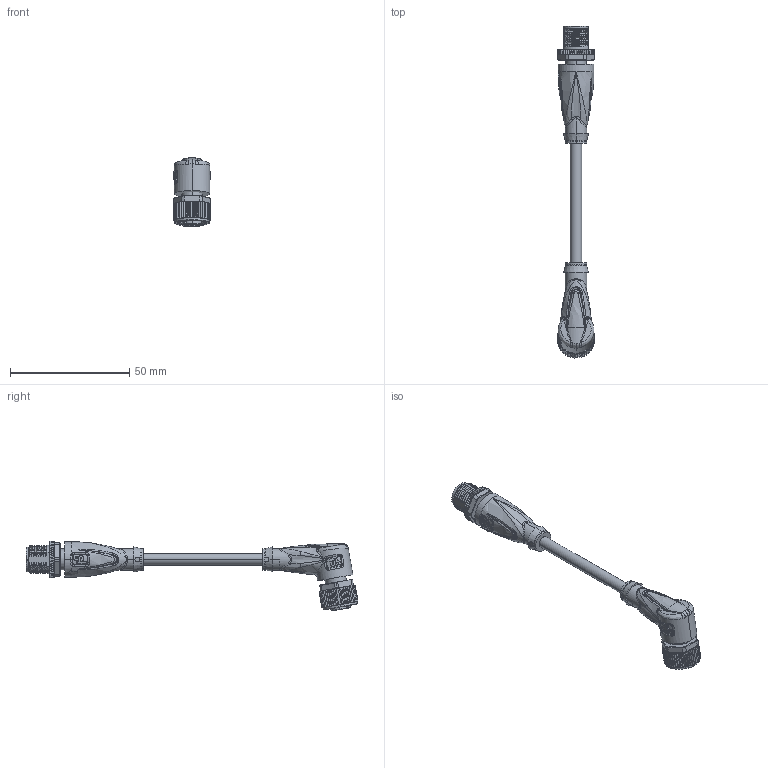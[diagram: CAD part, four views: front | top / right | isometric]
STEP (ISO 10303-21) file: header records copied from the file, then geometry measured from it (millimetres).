
FILE_DESCRIPTION(('STEP AP214'),'1');
FILE_NAME('cctmp_B76705CD-7615-46F4-A01D-3AEC43AD7D2D_2022_04_27_10_40_37_0016..stp','2022-04-27T08:40:47',('KiM GmbH'),('CADClick - www.CADClick.com'),'Spatial InterOp 3D postprocessed',' ','unknown authorization');
FILE_SCHEMA(('AUTOMOTIVE_DESIGN'));
Length unit declared in the file: millimetre
Products named in the file (10): Connection2; Connection2_2; Connection2_1; T195234_1; Cable; Connection1; Connection1_3; Connection1_2; Connection1_1; T195234
Assembly tree (9 placements, depth 4):
  T195234
    T195234_1
      Connection2
        Connection2_2
        Connection2_1
      Cable
      Connection1
        Connection1_3
        Connection1_2
        Connection1_1
Bounding box: 15.4 x 138.96 x 29.23 mm (x, y, z)
Volume: 12874.4 mm3; surface area: 9732.3 mm2
Topology: 10 solids, 32 shells, 2302 faces, 5952 edges, 3744 vertices
Faces by surface type: plane 988, cylinder 528, torus 339, bspline 295, cone 134, sphere 14, extrusion 4
Entity records: 108913 total; most frequent: CARTESIAN_POINT 47626, ORIENTED_EDGE 11796, DIRECTION 10648, EDGE_CURVE 5920, AXIS2_PLACEMENT_3D 3877, VERTEX_POINT 3744, VECTOR 2894, LINE 2890
